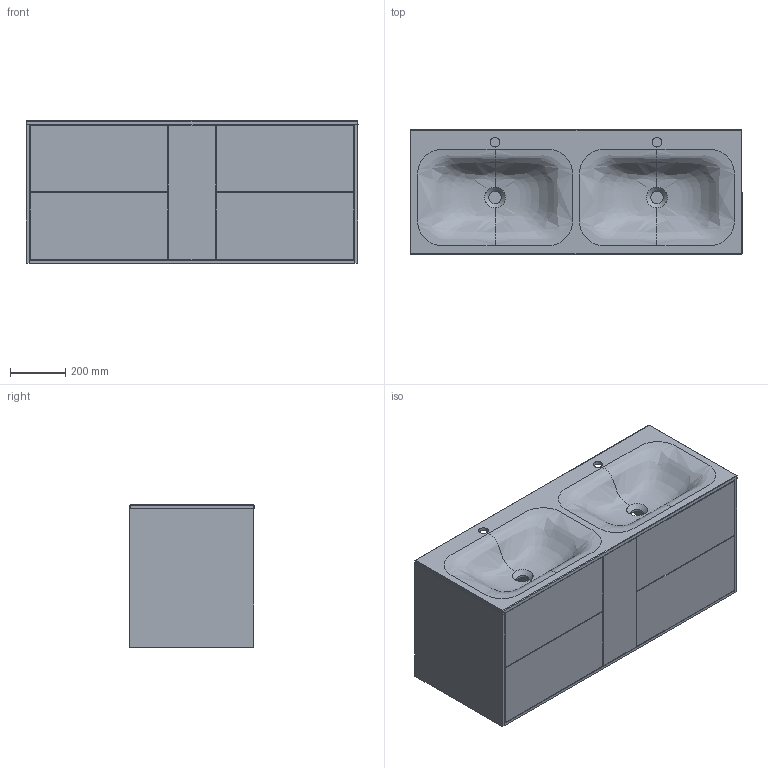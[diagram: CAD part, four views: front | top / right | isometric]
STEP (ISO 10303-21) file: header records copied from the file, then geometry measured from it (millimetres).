
FILE_DESCRIPTION(/* description */ (''),/* implementation_level */ '2;1');
FILE_NAME(/* name */ 'SPASE_Jessel 1200-2.stp',/* time_stamp */ '2025-10-13T11:42:15+03:00',/* author */ ('ya'),/* organization */ (''),/* preprocessor_version */ 'ST-DEVELOPER v18.1',/* originating_system */ 'Autodesk Inventor 2022',/* authorisation */ '');
FILE_SCHEMA (('AUTOMOTIVE_DESIGN { 1 0 10303 214 3 1 1 }'));
Products named in the file (4): SPASE_Jessel 1200-2; Jessel 1200D; SPASE_della 1200-2; чехол 88
Assembly tree (4 placements, depth 2):
  SPASE_Jessel 1200-2
    Jessel 1200D
    SPASE_della 1200-2
    чехол 88  x2
Bounding box: 1199.98 x 450 x 514 mm (x, y, z)
Volume: 70476507.2 mm3; surface area: 10465109.5 mm2
Topology: 53 solids, 53 shells, 471 faces, 1068 edges, 716 vertices
Faces by surface type: plane 403, cylinder 40, bspline 20, cone 4, sphere 4
Full cylindrical faces by diameter (mm): 6 x8, 35 x2, 45 x2
Entity records: 60346 total; most frequent: CARTESIAN_POINT 50221, ORIENTED_EDGE 2004, DIRECTION 1922, EDGE_CURVE 1002, LINE 862, VECTOR 862, VERTEX_POINT 672, AXIS2_PLACEMENT_3D 530
